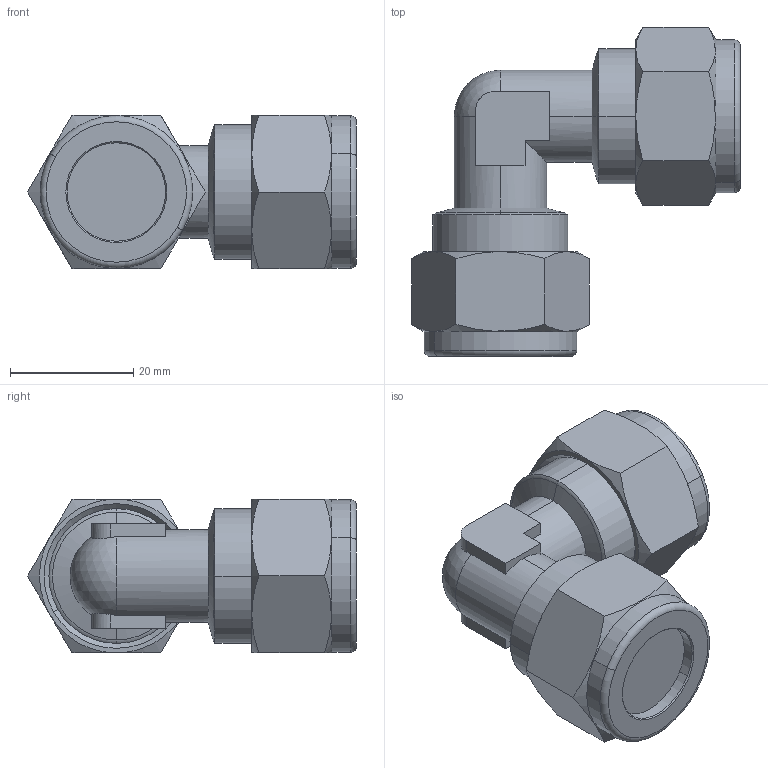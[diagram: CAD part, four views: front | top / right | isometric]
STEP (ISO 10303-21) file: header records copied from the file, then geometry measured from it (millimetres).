
FILE_DESCRIPTION (( 'STEP AP214' ), '1' );
FILE_NAME ('1026000008.step', '2013-02-25T17:13:34', ( '' ), ( '' ), 'SwSTEP 2.0', 'SolidWorks 2012', '' );
FILE_SCHEMA (( 'AUTOMOTIVE_DESIGN' ));
Length unit declared in the file: millimetre
Products named in the file (1): 1026000008
Bounding box: 53.43 x 53.43 x 25 mm (x, y, z)
Volume: 27607 mm3; surface area: 7251.3 mm2
Topology: 1 solids, 3 shells, 96 faces, 220 edges, 134 vertices
Faces by surface type: plane 34, cone 33, cylinder 20, torus 8, sphere 1
Entity records: 2976 total; most frequent: CARTESIAN_POINT 810, DIRECTION 453, ORIENTED_EDGE 440, EDGE_CURVE 220, AXIS2_PLACEMENT_3D 187, VERTEX_POINT 134, EDGE_LOOP 100, FACE_OUTER_BOUND 96
